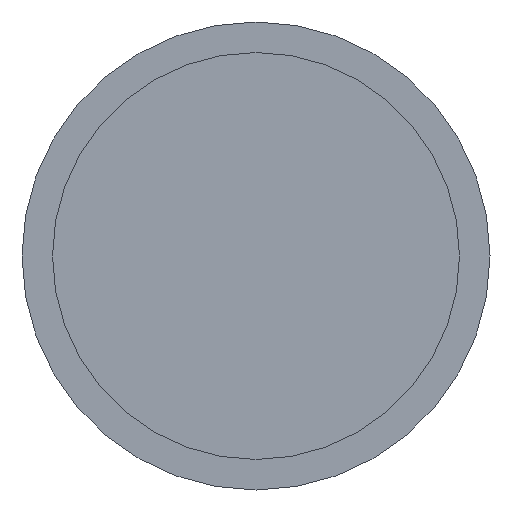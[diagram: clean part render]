
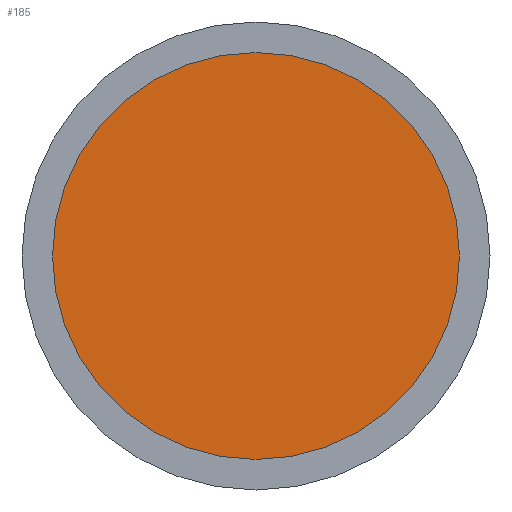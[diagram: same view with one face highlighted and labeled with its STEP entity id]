
A CAD part, front view. The second image highlights one B-rep face of the part: STEP entity #185.
In plain terms, the highlighted planar face has unit normal (0, -1, 0).
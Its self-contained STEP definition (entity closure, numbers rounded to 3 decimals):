
#31 = CARTESIAN_POINT ( 'NONE',  ( 0., 0.1, 8. ) ) ;
#64 = DIRECTION ( 'NONE',  ( 0., -1., 0. ) ) ;
#84 = VERTEX_POINT ( 'NONE', #288 ) ;
#96 = DIRECTION ( 'NONE',  ( 0., 0., -1. ) ) ;
#122 = CARTESIAN_POINT ( 'NONE',  ( 0., 0.1, 0. ) ) ;
#129 = CIRCLE ( 'NONE', #351, 8. ) ;
#170 = DIRECTION ( 'NONE',  ( 0., -1., 0. ) ) ;
#177 = EDGE_CURVE ( 'NONE', #84, #198, #305, .T. ) ;
#181 = DIRECTION ( 'NONE',  ( 0., 0., -1. ) ) ;
#182 = EDGE_CURVE ( 'NONE', #198, #84, #129, .T. ) ;
#185 = ADVANCED_FACE ( 'NONE', ( #397 ), #391, .T. ) ;
#190 = DIRECTION ( 'NONE',  ( 0., -1., 0. ) ) ;
#198 = VERTEX_POINT ( 'NONE', #31 ) ;
#222 = AXIS2_PLACEMENT_3D ( 'NONE', #299, #64, #269 ) ;
#227 = ORIENTED_EDGE ( 'NONE', *, *, #182, .T. ) ;
#269 = DIRECTION ( 'NONE',  ( 0., 0., -1. ) ) ;
#288 = CARTESIAN_POINT ( 'NONE',  ( 0., 0.1, -8. ) ) ;
#299 = CARTESIAN_POINT ( 'NONE',  ( 0., 0.1, 0. ) ) ;
#305 = CIRCLE ( 'NONE', #309, 8. ) ;
#309 = AXIS2_PLACEMENT_3D ( 'NONE', #122, #190, #181 ) ;
#351 = AXIS2_PLACEMENT_3D ( 'NONE', #359, #170, #96 ) ;
#357 = ORIENTED_EDGE ( 'NONE', *, *, #177, .T. ) ;
#359 = CARTESIAN_POINT ( 'NONE',  ( 0., 0.1, 0. ) ) ;
#368 = EDGE_LOOP ( 'NONE', ( #357, #227 ) ) ;
#391 = PLANE ( 'NONE',  #222 ) ;
#397 = FACE_OUTER_BOUND ( 'NONE', #368, .T. ) ;
